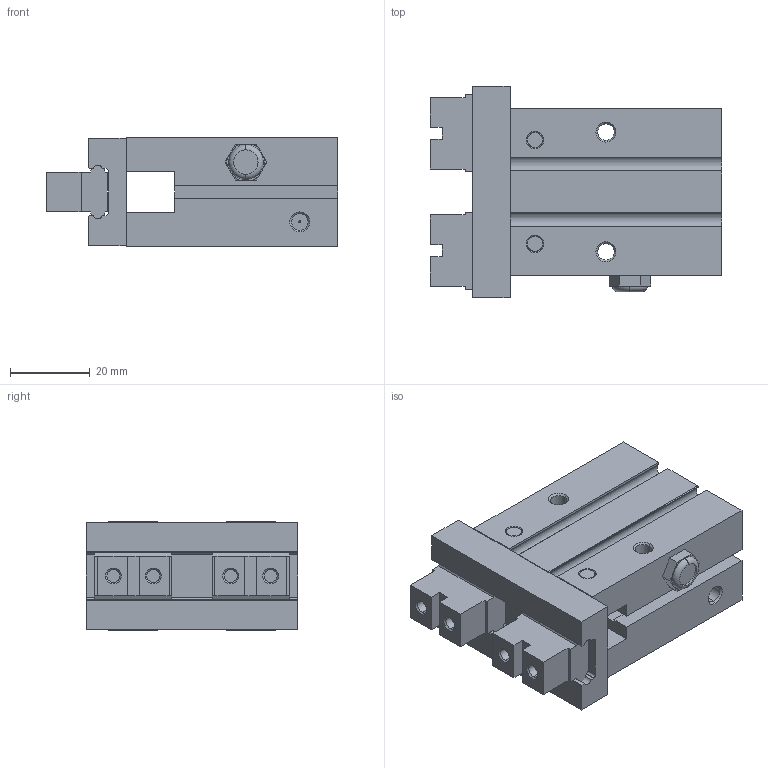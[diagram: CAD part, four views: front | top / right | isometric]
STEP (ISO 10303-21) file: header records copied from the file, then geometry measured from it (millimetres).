
FILE_DESCRIPTION (( 'STEP AP203' ), '1' );
FILE_NAME ('KP20MSC-MB.step', '2017-07-18T20:20:14', ( '' ), ( '' ), 'SwSTEP 2.0', 'SolidWorks 2017', '' );
FILE_SCHEMA (( 'CONFIG_CONTROL_DESIGN' ));
Length unit declared in the file: millimetre
Products named in the file (4): KP20MSC-MB-1; KP20MSC-MB-2; KP20MSC-MB-3; KP20MSC-MB
Assembly tree (3 placements, depth 2):
  KP20MSC-MB
    KP20MSC-MB-1
    KP20MSC-MB-2
    KP20MSC-MB-3
Bounding box: 73 x 53 x 27.5 mm (x, y, z)
Volume: 63366.6 mm3; surface area: 21735.4 mm2
Topology: 3 solids, 4 shells, 265 faces, 664 edges, 424 vertices
Faces by surface type: plane 137, cylinder 66, cone 60, torus 2
Entity records: 8438 total; most frequent: CARTESIAN_POINT 1713, ORIENTED_EDGE 1328, DIRECTION 1302, EDGE_CURVE 664, AXIS2_PLACEMENT_3D 481, VERTEX_POINT 424, LINE 340, VECTOR 340
